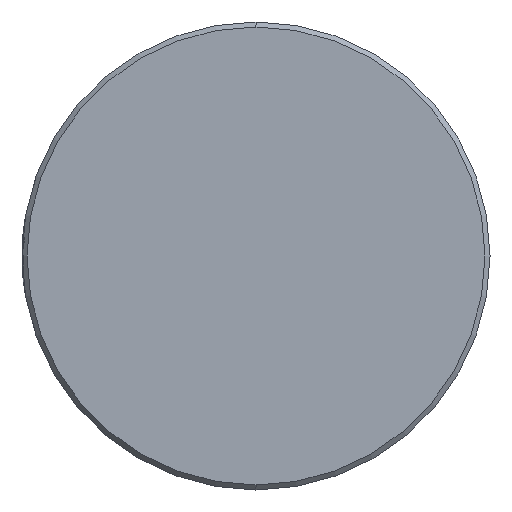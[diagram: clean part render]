
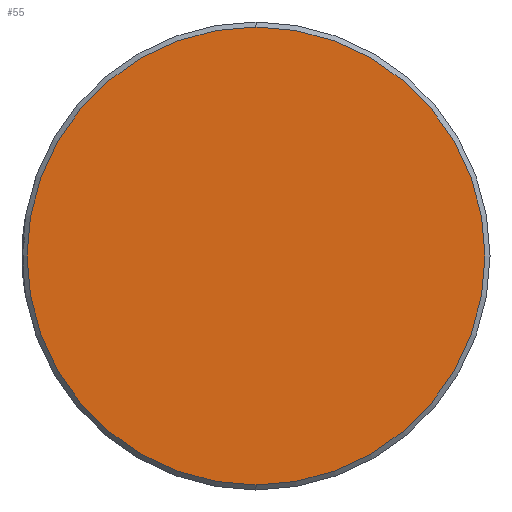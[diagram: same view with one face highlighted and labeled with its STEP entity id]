
A CAD part, left-side view. The second image highlights one B-rep face of the part: STEP entity #55.
In plain terms, the highlighted planar face has unit normal (-1, 0, 0).
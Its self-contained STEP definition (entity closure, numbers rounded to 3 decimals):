
#33 = VERTEX_POINT ( 'NONE', #875 ) ;
#55 = ADVANCED_FACE ( 'NONE', ( #779 ), #771, .T. ) ;
#160 = CARTESIAN_POINT ( 'NONE',  ( -5., 0., 13.7 ) ) ;
#185 = AXIS2_PLACEMENT_3D ( 'NONE', #702, #1017, #733 ) ;
#249 = EDGE_LOOP ( 'NONE', ( #1046, #1108 ) ) ;
#295 = CIRCLE ( 'NONE', #185, 13.7 ) ;
#373 = DIRECTION ( 'NONE',  ( 0., 0., 1. ) ) ;
#377 = DIRECTION ( 'NONE',  ( -1., 0., 0. ) ) ;
#409 = EDGE_CURVE ( 'NONE', #33, #951, #295, .T. ) ;
#478 = CARTESIAN_POINT ( 'NONE',  ( -5., 0., 0. ) ) ;
#578 = DIRECTION ( 'NONE',  ( -1., 0., 0. ) ) ;
#702 = CARTESIAN_POINT ( 'NONE',  ( -5., 0., 0. ) ) ;
#733 = DIRECTION ( 'NONE',  ( 0., 0., 1. ) ) ;
#771 = PLANE ( 'NONE',  #844 ) ;
#779 = FACE_OUTER_BOUND ( 'NONE', #249, .T. ) ;
#844 = AXIS2_PLACEMENT_3D ( 'NONE', #478, #377, #373 ) ;
#875 = CARTESIAN_POINT ( 'NONE',  ( -5., 0., -13.7 ) ) ;
#951 = VERTEX_POINT ( 'NONE', #160 ) ;
#1017 = DIRECTION ( 'NONE',  ( -1., 0., 0. ) ) ;
#1046 = ORIENTED_EDGE ( 'NONE', *, *, #409, .T. ) ;
#1108 = ORIENTED_EDGE ( 'NONE', *, *, #1181, .T. ) ;
#1176 = CIRCLE ( 'NONE', #1229, 13.7 ) ;
#1181 = EDGE_CURVE ( 'NONE', #951, #33, #1176, .T. ) ;
#1189 = CARTESIAN_POINT ( 'NONE',  ( -5., 0., 0. ) ) ;
#1229 = AXIS2_PLACEMENT_3D ( 'NONE', #1189, #578, #1291 ) ;
#1291 = DIRECTION ( 'NONE',  ( 0., 0., 1. ) ) ;
